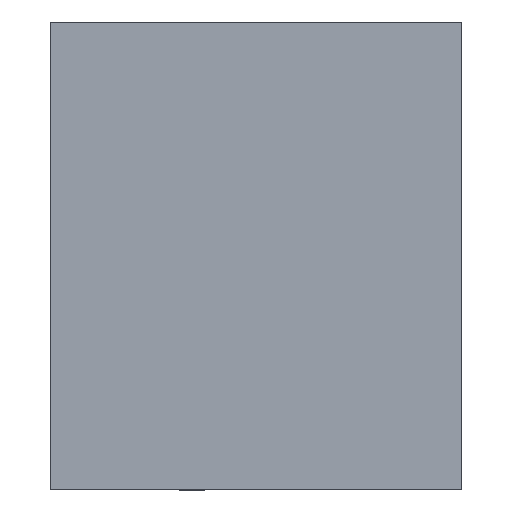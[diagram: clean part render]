
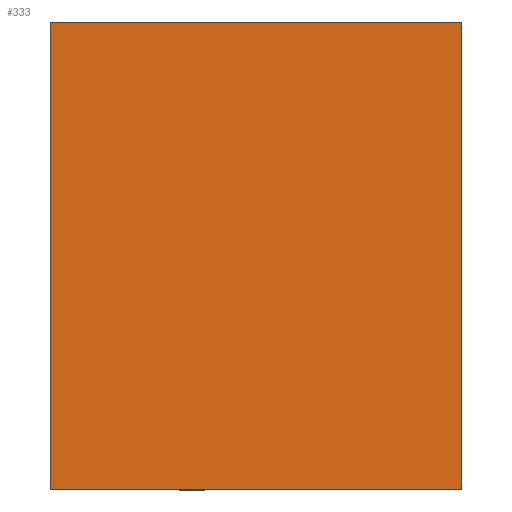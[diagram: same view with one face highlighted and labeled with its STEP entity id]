
A CAD part, left-side view. The second image highlights one B-rep face of the part: STEP entity #333.
In plain terms, the highlighted planar face has unit normal (-1, 0, 0).
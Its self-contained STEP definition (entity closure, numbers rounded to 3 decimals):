
#216 = EDGE_CURVE ( 'NONE', #1625, #1617, #1028, .T. ) ;
#333 = ADVANCED_FACE ( 'NONE', ( #2986 ), #1025, .F. ) ;
#795 = VECTOR ( 'NONE', #5409, 1000. ) ;
#1025 = PLANE ( 'NONE',  #2804 ) ;
#1028 = LINE ( 'NONE', #2930, #795 ) ;
#1411 = VECTOR ( 'NONE', #3791, 1000. ) ;
#1617 = VERTEX_POINT ( 'NONE', #4732 ) ;
#1625 = VERTEX_POINT ( 'NONE', #2418 ) ;
#2028 = DIRECTION ( 'NONE',  ( 0., 1., 0. ) ) ;
#2283 = EDGE_CURVE ( 'NONE', #3065, #1617, #4168, .T. ) ;
#2370 = CARTESIAN_POINT ( 'NONE',  ( -100., -200., 455. ) ) ;
#2418 = CARTESIAN_POINT ( 'NONE',  ( -100., 200., 0. ) ) ;
#2627 = CARTESIAN_POINT ( 'NONE',  ( -100., -200., 455. ) ) ;
#2656 = DIRECTION ( 'NONE',  ( 0., 0., -1. ) ) ;
#2804 = AXIS2_PLACEMENT_3D ( 'NONE', #2958, #4932, #2028 ) ;
#2930 = CARTESIAN_POINT ( 'NONE',  ( -100., 200., 0. ) ) ;
#2958 = CARTESIAN_POINT ( 'NONE',  ( -100., 200., 455. ) ) ;
#2986 = FACE_OUTER_BOUND ( 'NONE', #3363, .T. ) ;
#3065 = VERTEX_POINT ( 'NONE', #2370 ) ;
#3096 = EDGE_CURVE ( 'NONE', #5329, #1625, #3872, .T. ) ;
#3363 = EDGE_LOOP ( 'NONE', ( #5686, #4413, #3617, #4465 ) ) ;
#3617 = ORIENTED_EDGE ( 'NONE', *, *, #3742, .F. ) ;
#3742 = EDGE_CURVE ( 'NONE', #5329, #3065, #3993, .T. ) ;
#3791 = DIRECTION ( 'NONE',  ( 0., 0., -1. ) ) ;
#3818 = CARTESIAN_POINT ( 'NONE',  ( -100., 200., 455. ) ) ;
#3872 = LINE ( 'NONE', #3818, #1411 ) ;
#3898 = VECTOR ( 'NONE', #2656, 1000. ) ;
#3993 = LINE ( 'NONE', #4911, #6086 ) ;
#4168 = LINE ( 'NONE', #2627, #3898 ) ;
#4372 = DIRECTION ( 'NONE',  ( 0., -1., 0. ) ) ;
#4413 = ORIENTED_EDGE ( 'NONE', *, *, #2283, .F. ) ;
#4465 = ORIENTED_EDGE ( 'NONE', *, *, #3096, .T. ) ;
#4732 = CARTESIAN_POINT ( 'NONE',  ( -100., -200., 0. ) ) ;
#4911 = CARTESIAN_POINT ( 'NONE',  ( -100., 200., 455. ) ) ;
#4932 = DIRECTION ( 'NONE',  ( 1., 0., 0. ) ) ;
#5329 = VERTEX_POINT ( 'NONE', #5801 ) ;
#5409 = DIRECTION ( 'NONE',  ( 0., -1., 0. ) ) ;
#5686 = ORIENTED_EDGE ( 'NONE', *, *, #216, .T. ) ;
#5801 = CARTESIAN_POINT ( 'NONE',  ( -100., 200., 455. ) ) ;
#6086 = VECTOR ( 'NONE', #4372, 1000. ) ;
